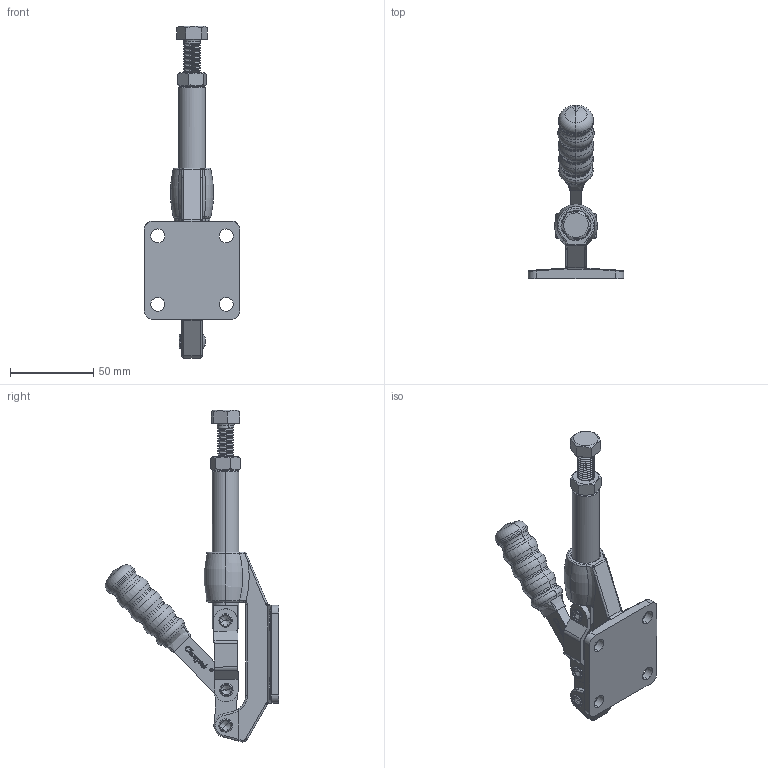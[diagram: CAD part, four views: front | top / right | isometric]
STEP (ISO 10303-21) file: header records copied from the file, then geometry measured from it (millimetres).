
FILE_DESCRIPTION (( 'STEP AP203' ), '1' );
FILE_NAME ('CH-304-EM.STEP', '2010-06-07T07:29:52', ( '微软用户' ), ( '微软中国' ), 'SwSTEP 2.0', 'SolidWorks 2008', '' );
FILE_SCHEMA (( 'CONFIG_CONTROL_DESIGN' ));
Products named in the file (9): CH-304-EM-03 HANDLE_默认; CH-304-EM-02 CREST STALK_默认; M10X50_默认; CH-304-EM; CH-304-EM-01 BASE_默认; CH-304-04 CONNECTING-PLATE_默认; CH-304-06_默认; CH-304-M-07_默认; M10 Nut_默认
Assembly tree (11 placements, depth 2):
  CH-304-EM
    CH-304-EM-03 HANDLE_默认
    CH-304-06_默认  x3
    CH-304-EM-02 CREST STALK_默认
    M10 Nut_默认
    M10X50_默认
    CH-304-EM-01 BASE_默认
    CH-304-04 CONNECTING-PLATE_默认  x2
    CH-304-M-07_默认
Bounding box: 57.2 x 103.88 x 199.1 mm (x, y, z)
Volume: 89615 mm3; surface area: 44769.1 mm2
Topology: 11 solids, 11 shells, 833 faces, 2198 edges, 1403 vertices
Faces by surface type: plane 258, cylinder 249, bspline 208, torus 71, cone 45, sphere 2
Entity records: 38164 total; most frequent: CARTESIAN_POINT 19987, ORIENTED_EDGE 4098, DIRECTION 2828, EDGE_CURVE 2049, VERTEX_POINT 1323, VECTOR 982, LINE 982, AXIS2_PLACEMENT_3D 923
